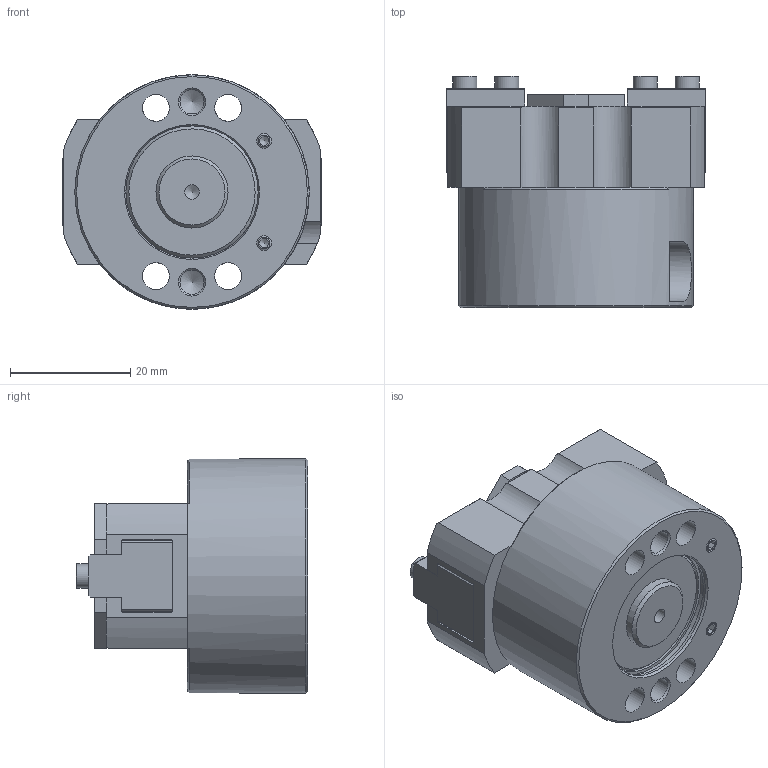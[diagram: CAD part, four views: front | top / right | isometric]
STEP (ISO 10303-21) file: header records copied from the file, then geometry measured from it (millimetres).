
FILE_DESCRIPTION(/* description */ (''),/* implementation_level */ '2;1');
FILE_NAME(/* name */ 'MPO 040 C1.stp',/* time_stamp */ '2021-03-16T18:08:27+01:00',/* author */ ('Emilio'),/* organization */ (''),/* preprocessor_version */ 'ST-DEVELOPER v17.2',/* originating_system */ 'Autodesk Inventor 2019',/* authorisation */ '');
FILE_SCHEMA (('AUTOMOTIVE_DESIGN { 1 0 10303 214 3 1 1 }'));
Length unit declared in the file: millimetre
Products named in the file (10): MPO 040 C1; DIN 913 - M5 x 5 Acciaio; DIN 913 - M3 x 3; DIN 7991 - M3x6; DIN 913 - M3 x 5; OPM-40-CORPO-31096.03-CLIENTE; OPM-30 - COPERCHIO-31095.01; MPO-30-GRIFFA; OPM-40-FONDELLO-31096.06; BOCCOLA 4H7L4
Assembly tree (17 placements, depth 2):
  MPO 040 C1
    DIN 913 - M5 x 5 Acciaio  x2
    DIN 913 - M3 x 3  x2
    DIN 7991 - M3x6  x2
    DIN 913 - M3 x 5  x2
    OPM-40-CORPO-31096.03-CLIENTE
    OPM-30 - COPERCHIO-31095.01
    MPO-30-GRIFFA  x2
    OPM-40-FONDELLO-31096.06
    BOCCOLA 4H7L4  x4
Bounding box: 43 x 38.5 x 39 mm (x, y, z)
Volume: 34837.9 mm3; surface area: 15871.9 mm2
Topology: 17 solids, 17 shells, 356 faces, 940 edges, 627 vertices
Faces by surface type: plane 211, cylinder 77, cone 65, torus 3
Full cylindrical faces by diameter (mm): 1.5 x2, 2.013 x4, 2.459 x7, 2.7 x4, 3 x6, 3.1 x2, 4 x12, 4.134 x2, 4.5 x4, 5 x2, 6 x2, 12 x1, 22 x3, 23 x1, 39 x1
Entity records: 8119 total; most frequent: CARTESIAN_POINT 1559, DIRECTION 1348, ORIENTED_EDGE 1246, EDGE_CURVE 623, AXIS2_PLACEMENT_3D 497, VERTEX_POINT 427, LINE 354, VECTOR 354
